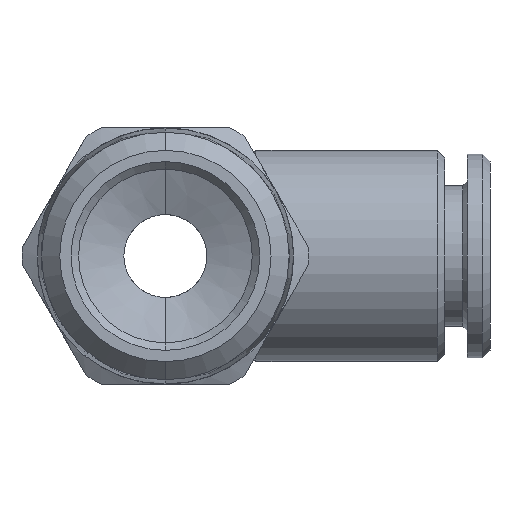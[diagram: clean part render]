
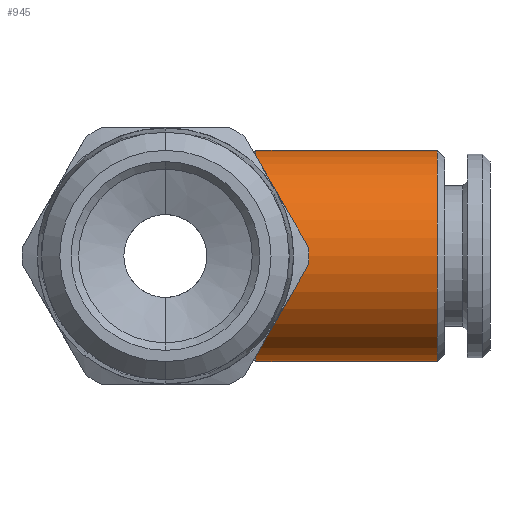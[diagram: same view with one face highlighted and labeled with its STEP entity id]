
A CAD part, front view. The second image highlights one B-rep face of the part: STEP entity #945.
In plain terms, the highlighted cylindrical face has radius 7 mm (diameter 14 mm), a partial arc.
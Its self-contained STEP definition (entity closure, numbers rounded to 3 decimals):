
#856 = EDGE_LOOP ( 'NONE', ( #857, #946, #887, #888 ) ) ;
#857 = ORIENTED_EDGE ( 'NONE', *, *, #3364, .F. ) ;
#886 = EDGE_CURVE ( 'NONE', #1400, #3328, #2231, .T. ) ;
#887 = ORIENTED_EDGE ( 'NONE', *, *, #3368, .T. ) ;
#888 = ORIENTED_EDGE ( 'NONE', *, *, #3363, .F. ) ;
#945 = ADVANCED_FACE ( 'NONE', ( #2328 ), #2304, .T. ) ;
#946 = ORIENTED_EDGE ( 'NONE', *, *, #886, .T. ) ;
#1400 = VERTEX_POINT ( 'NONE', #3075 ) ;
#2165 = AXIS2_PLACEMENT_3D ( 'NONE', #2168, #2250, #2230 ) ;
#2168 = CARTESIAN_POINT ( 'NONE',  ( 18., 0., 0. ) ) ;
#2230 = DIRECTION ( 'NONE',  ( 0., 0., 1. ) ) ;
#2231 = CIRCLE ( 'NONE', #2165, 7. ) ;
#2250 = DIRECTION ( 'NONE',  ( -1., 0., 0. ) ) ;
#2300 = DIRECTION ( 'NONE',  ( 0., 0., 1. ) ) ;
#2301 = DIRECTION ( 'NONE',  ( -1., 0., 0. ) ) ;
#2302 = AXIS2_PLACEMENT_3D ( 'NONE', #2303, #2301, #2300 ) ;
#2303 = CARTESIAN_POINT ( 'NONE',  ( -3.45, 0., 0. ) ) ;
#2304 = CYLINDRICAL_SURFACE ( 'NONE', #2302, 7. ) ;
#2328 = FACE_OUTER_BOUND ( 'NONE', #856, .T. ) ;
#3075 = CARTESIAN_POINT ( 'NONE',  ( 18., 0., -7. ) ) ;
#3322 = VERTEX_POINT ( 'NONE', #3584 ) ;
#3328 = VERTEX_POINT ( 'NONE', #3555 ) ;
#3350 = VERTEX_POINT ( 'NONE', #3608 ) ;
#3363 = EDGE_CURVE ( 'NONE', #3322, #3350, #3410, .T. ) ;
#3364 = EDGE_CURVE ( 'NONE', #1400, #3322, #3418, .T. ) ;
#3368 = EDGE_CURVE ( 'NONE', #3328, #3350, #3425, .T. ) ;
#3410 = CIRCLE ( 'NONE', #3422, 7. ) ;
#3414 = DIRECTION ( 'NONE',  ( 0., 0., 1. ) ) ;
#3415 = DIRECTION ( 'NONE',  ( -1., 0., 0. ) ) ;
#3417 = CARTESIAN_POINT ( 'NONE',  ( -3.45, 0., -7. ) ) ;
#3418 = LINE ( 'NONE', #3417, #3428 ) ;
#3421 = CARTESIAN_POINT ( 'NONE',  ( 6., 0., 0. ) ) ;
#3422 = AXIS2_PLACEMENT_3D ( 'NONE', #3421, #3415, #3414 ) ;
#3423 = DIRECTION ( 'NONE',  ( -1., 0., 0. ) ) ;
#3424 = CARTESIAN_POINT ( 'NONE',  ( -3.45, 0., 7. ) ) ;
#3425 = LINE ( 'NONE', #3424, #3437 ) ;
#3427 = DIRECTION ( 'NONE',  ( -1., 0., 0. ) ) ;
#3428 = VECTOR ( 'NONE', #3427, 1000. ) ;
#3437 = VECTOR ( 'NONE', #3423, 1000. ) ;
#3555 = CARTESIAN_POINT ( 'NONE',  ( 18., 0., 7. ) ) ;
#3584 = CARTESIAN_POINT ( 'NONE',  ( 6., 0., -7. ) ) ;
#3608 = CARTESIAN_POINT ( 'NONE',  ( 6., 0., 7. ) ) ;
